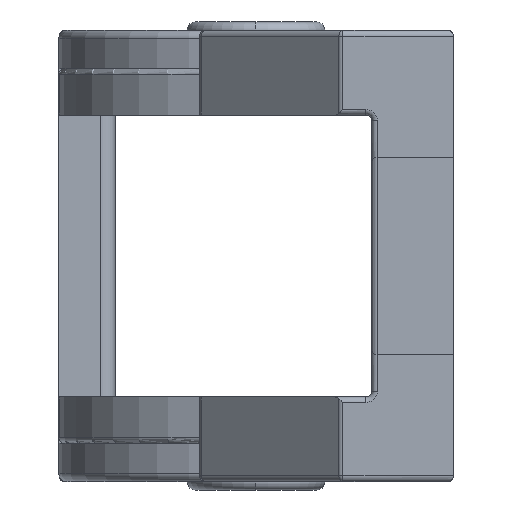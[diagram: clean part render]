
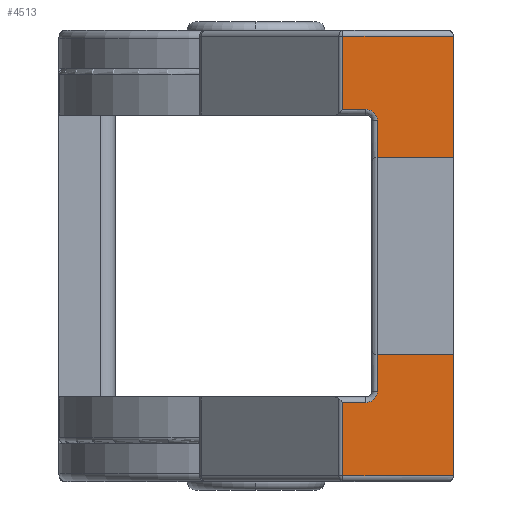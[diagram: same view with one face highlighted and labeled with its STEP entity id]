
A CAD part, left-side view. The second image highlights one B-rep face of the part: STEP entity #4513.
In plain terms, the highlighted planar face has unit normal (-1, 0, 0).
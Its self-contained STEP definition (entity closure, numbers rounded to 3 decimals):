
#350 = VERTEX_POINT ( 'NONE', #8693 ) ;
#397 = EDGE_CURVE ( 'NONE', #11101, #5827, #7383, .T. ) ;
#437 = CARTESIAN_POINT ( 'NONE',  ( 171., -4.1, -12.525 ) ) ;
#516 = ORIENTED_EDGE ( 'NONE', *, *, #3248, .T. ) ;
#581 = DIRECTION ( 'NONE',  ( 0., 0., -1. ) ) ;
#608 = VECTOR ( 'NONE', #6942, 1000. ) ;
#664 = AXIS2_PLACEMENT_3D ( 'NONE', #9844, #4745, #6613 ) ;
#786 = ORIENTED_EDGE ( 'NONE', *, *, #12361, .F. ) ;
#885 = VERTEX_POINT ( 'NONE', #7409 ) ;
#1055 = EDGE_CURVE ( 'NONE', #13181, #2639, #6900, .T. ) ;
#1240 = VECTOR ( 'NONE', #2421, 1000. ) ;
#1501 = EDGE_CURVE ( 'NONE', #7785, #885, #11276, .T. ) ;
#1626 = CARTESIAN_POINT ( 'NONE',  ( 171., -3.9, -19.8 ) ) ;
#1637 = DIRECTION ( 'NONE',  ( 0., -1., 0. ) ) ;
#1673 = LINE ( 'NONE', #8920, #3304 ) ;
#1685 = CARTESIAN_POINT ( 'NONE',  ( 171., -4.1, -17.475 ) ) ;
#1689 = CIRCLE ( 'NONE', #11456, 0.4 ) ;
#2234 = CARTESIAN_POINT ( 'NONE',  ( 171., -3., -20.2 ) ) ;
#2327 = VECTOR ( 'NONE', #6778, 1000. ) ;
#2421 = DIRECTION ( 'NONE',  ( 0., -1., 0. ) ) ;
#2581 = LINE ( 'NONE', #5996, #12966 ) ;
#2633 = AXIS2_PLACEMENT_3D ( 'NONE', #4640, #11954, #11772 ) ;
#2639 = VERTEX_POINT ( 'NONE', #5422 ) ;
#2735 = CARTESIAN_POINT ( 'NONE',  ( 171., -4.3, -12.525 ) ) ;
#2846 = VECTOR ( 'NONE', #8352, 1000. ) ;
#3015 = CARTESIAN_POINT ( 'NONE',  ( 171., -3.9, -20.2 ) ) ;
#3201 = EDGE_CURVE ( 'NONE', #12701, #12582, #1673, .T. ) ;
#3248 = EDGE_CURVE ( 'NONE', #10406, #5827, #11239, .T. ) ;
#3304 = VECTOR ( 'NONE', #5797, 1000. ) ;
#3325 = LINE ( 'NONE', #8828, #6541 ) ;
#3499 = ORIENTED_EDGE ( 'NONE', *, *, #13354, .T. ) ;
#3595 = PLANE ( 'NONE',  #664 ) ;
#3958 = DIRECTION ( 'NONE',  ( 0., -1., 0. ) ) ;
#4462 = CARTESIAN_POINT ( 'NONE',  ( 171., -3.083, -9.8 ) ) ;
#4513 = ADVANCED_FACE ( 'NONE', ( #4538 ), #3595, .T. ) ;
#4538 = FACE_OUTER_BOUND ( 'NONE', #9726, .T. ) ;
#4640 = CARTESIAN_POINT ( 'NONE',  ( 171., -3.9, -10.2 ) ) ;
#4745 = DIRECTION ( 'NONE',  ( -1., 0., 0. ) ) ;
#4887 = CARTESIAN_POINT ( 'NONE',  ( 171., -3.083, -7. ) ) ;
#5040 = VERTEX_POINT ( 'NONE', #11478 ) ;
#5084 = VECTOR ( 'NONE', #5509, 1000. ) ;
#5239 = VECTOR ( 'NONE', #1637, 1000. ) ;
#5243 = CARTESIAN_POINT ( 'NONE',  ( 171., -3.083, -7.2 ) ) ;
#5259 = VECTOR ( 'NONE', #11809, 1000. ) ;
#5268 = VECTOR ( 'NONE', #7610, 1000. ) ;
#5422 = CARTESIAN_POINT ( 'NONE',  ( 171., -4.3, -19.8 ) ) ;
#5509 = DIRECTION ( 'NONE',  ( 0., 1., 0. ) ) ;
#5696 = EDGE_CURVE ( 'NONE', #350, #11101, #2581, .T. ) ;
#5758 = CARTESIAN_POINT ( 'NONE',  ( 171., -4.3, -12.525 ) ) ;
#5797 = DIRECTION ( 'NONE',  ( 0., 0., -1. ) ) ;
#5827 = VERTEX_POINT ( 'NONE', #2735 ) ;
#5993 = ORIENTED_EDGE ( 'NONE', *, *, #8753, .F. ) ;
#5996 = CARTESIAN_POINT ( 'NONE',  ( 171., -6.1, -17.475 ) ) ;
#6090 = CARTESIAN_POINT ( 'NONE',  ( 171., -3.083, -20.2 ) ) ;
#6095 = DIRECTION ( 'NONE',  ( 0., 0., 1. ) ) ;
#6168 = CARTESIAN_POINT ( 'NONE',  ( 171., -7., -22.8 ) ) ;
#6403 = VECTOR ( 'NONE', #581, 1000. ) ;
#6515 = ORIENTED_EDGE ( 'NONE', *, *, #1501, .T. ) ;
#6541 = VECTOR ( 'NONE', #3958, 1000. ) ;
#6613 = DIRECTION ( 'NONE',  ( 0., 0., 1. ) ) ;
#6630 = EDGE_CURVE ( 'NONE', #11538, #10441, #6762, .T. ) ;
#6685 = ORIENTED_EDGE ( 'NONE', *, *, #13083, .T. ) ;
#6724 = VERTEX_POINT ( 'NONE', #3015 ) ;
#6762 = LINE ( 'NONE', #4887, #608 ) ;
#6778 = DIRECTION ( 'NONE',  ( 0., 0., -1. ) ) ;
#6884 = LINE ( 'NONE', #2234, #2846 ) ;
#6900 = LINE ( 'NONE', #11810, #6403 ) ;
#6942 = DIRECTION ( 'NONE',  ( 0., 0., -1. ) ) ;
#7078 = EDGE_CURVE ( 'NONE', #885, #12582, #10130, .T. ) ;
#7291 = CARTESIAN_POINT ( 'NONE',  ( 171., -4.3, -17.475 ) ) ;
#7383 = LINE ( 'NONE', #437, #5268 ) ;
#7409 = CARTESIAN_POINT ( 'NONE',  ( 171., -3.083, -22.8 ) ) ;
#7477 = ORIENTED_EDGE ( 'NONE', *, *, #6630, .T. ) ;
#7610 = DIRECTION ( 'NONE',  ( 0., 1., 0. ) ) ;
#7743 = EDGE_CURVE ( 'NONE', #10406, #5040, #10471, .T. ) ;
#7785 = VERTEX_POINT ( 'NONE', #6090 ) ;
#8043 = ORIENTED_EDGE ( 'NONE', *, *, #397, .F. ) ;
#8352 = DIRECTION ( 'NONE',  ( 0., 1., 0. ) ) ;
#8677 = ORIENTED_EDGE ( 'NONE', *, *, #1055, .T. ) ;
#8693 = CARTESIAN_POINT ( 'NONE',  ( 171., -6.1, -17.475 ) ) ;
#8753 = EDGE_CURVE ( 'NONE', #13181, #350, #13375, .T. ) ;
#8828 = CARTESIAN_POINT ( 'NONE',  ( 171., -4.1, -9.8 ) ) ;
#8880 = DIRECTION ( 'NONE',  ( 0., 0., 1. ) ) ;
#8920 = CARTESIAN_POINT ( 'NONE',  ( 171., -7., -7. ) ) ;
#9205 = CARTESIAN_POINT ( 'NONE',  ( 171., -7., -7.2 ) ) ;
#9623 = CARTESIAN_POINT ( 'NONE',  ( 171., 0., -22.8 ) ) ;
#9726 = EDGE_LOOP ( 'NONE', ( #12540, #516, #8043, #12056, #5993, #8677, #786, #11068, #6515, #11454, #13184, #3499, #7477, #6685 ) ) ;
#9844 = CARTESIAN_POINT ( 'NONE',  ( 171., 0., -7. ) ) ;
#10130 = LINE ( 'NONE', #9623, #1240 ) ;
#10406 = VERTEX_POINT ( 'NONE', #11673 ) ;
#10441 = VERTEX_POINT ( 'NONE', #4462 ) ;
#10471 = CIRCLE ( 'NONE', #2633, 0.4 ) ;
#10546 = CARTESIAN_POINT ( 'NONE',  ( 171., 0., -7.2 ) ) ;
#10755 = CARTESIAN_POINT ( 'NONE',  ( 171., -3.083, -7. ) ) ;
#10929 = LINE ( 'NONE', #10546, #5084 ) ;
#11068 = ORIENTED_EDGE ( 'NONE', *, *, #12136, .T. ) ;
#11101 = VERTEX_POINT ( 'NONE', #11839 ) ;
#11239 = LINE ( 'NONE', #5758, #2327 ) ;
#11276 = LINE ( 'NONE', #10755, #5259 ) ;
#11454 = ORIENTED_EDGE ( 'NONE', *, *, #7078, .T. ) ;
#11456 = AXIS2_PLACEMENT_3D ( 'NONE', #1626, #11863, #8880 ) ;
#11478 = CARTESIAN_POINT ( 'NONE',  ( 171., -3.9, -9.8 ) ) ;
#11538 = VERTEX_POINT ( 'NONE', #5243 ) ;
#11673 = CARTESIAN_POINT ( 'NONE',  ( 171., -4.3, -10.2 ) ) ;
#11772 = DIRECTION ( 'NONE',  ( 0., 0., 1. ) ) ;
#11809 = DIRECTION ( 'NONE',  ( 0., 0., -1. ) ) ;
#11810 = CARTESIAN_POINT ( 'NONE',  ( 171., -4.3, -20. ) ) ;
#11839 = CARTESIAN_POINT ( 'NONE',  ( 171., -6.1, -12.525 ) ) ;
#11863 = DIRECTION ( 'NONE',  ( -1., 0., 0. ) ) ;
#11954 = DIRECTION ( 'NONE',  ( -1., 0., 0. ) ) ;
#12056 = ORIENTED_EDGE ( 'NONE', *, *, #5696, .F. ) ;
#12136 = EDGE_CURVE ( 'NONE', #6724, #7785, #6884, .T. ) ;
#12361 = EDGE_CURVE ( 'NONE', #6724, #2639, #1689, .T. ) ;
#12540 = ORIENTED_EDGE ( 'NONE', *, *, #7743, .F. ) ;
#12582 = VERTEX_POINT ( 'NONE', #6168 ) ;
#12701 = VERTEX_POINT ( 'NONE', #9205 ) ;
#12966 = VECTOR ( 'NONE', #6095, 1000. ) ;
#13083 = EDGE_CURVE ( 'NONE', #10441, #5040, #3325, .T. ) ;
#13181 = VERTEX_POINT ( 'NONE', #7291 ) ;
#13184 = ORIENTED_EDGE ( 'NONE', *, *, #3201, .F. ) ;
#13354 = EDGE_CURVE ( 'NONE', #12701, #11538, #10929, .T. ) ;
#13375 = LINE ( 'NONE', #1685, #5239 ) ;
